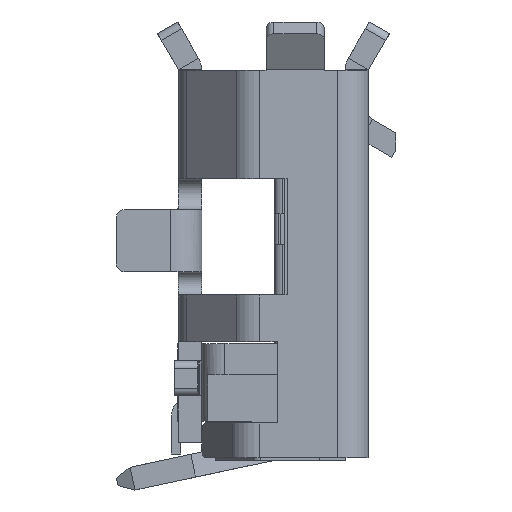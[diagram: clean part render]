
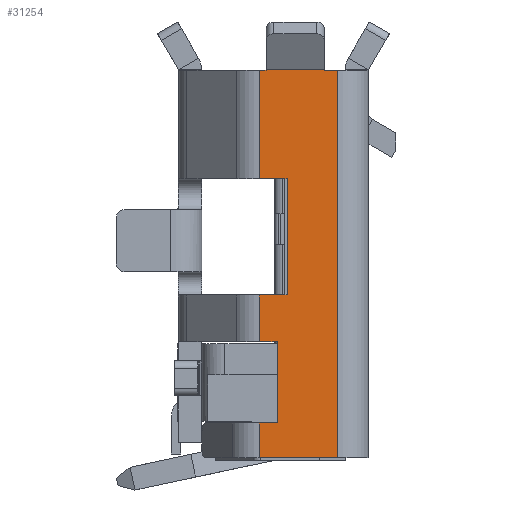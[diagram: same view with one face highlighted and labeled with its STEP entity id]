
A CAD part, left-side view. The second image highlights one B-rep face of the part: STEP entity #31254.
In plain terms, the highlighted planar face has unit normal (-1, 0, 0).
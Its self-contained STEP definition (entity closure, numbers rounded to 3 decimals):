
#1844=FACE_OUTER_BOUND('',#2893,.T.);
#2893=EDGE_LOOP('',(#25726,#25727,#25728,#25729,#25730,#25731,#25732,#25733,
#25734,#25735,#25736,#25737,#25738,#25739,#25740,#25741));
#5306=LINE('',#49953,#9736);
#5307=LINE('',#49955,#9737);
#5308=LINE('',#49957,#9738);
#5309=LINE('',#49959,#9739);
#5310=LINE('',#49961,#9740);
#5311=LINE('',#49963,#9741);
#5312=LINE('',#49965,#9742);
#5313=LINE('',#49967,#9743);
#5314=LINE('',#49969,#9744);
#5315=LINE('',#49971,#9745);
#5316=LINE('',#49973,#9746);
#5317=LINE('',#49975,#9747);
#5318=LINE('',#49977,#9748);
#5319=LINE('',#49979,#9749);
#5320=LINE('',#49981,#9750);
#5321=LINE('',#49982,#9751);
#9736=VECTOR('',#39581,0.45);
#9737=VECTOR('',#39582,1.01);
#9738=VECTOR('',#39583,5.);
#9739=VECTOR('',#39584,0.17);
#9740=VECTOR('',#39585,0.002);
#9741=VECTOR('',#39586,0.75);
#9742=VECTOR('',#39587,0.002);
#9743=VECTOR('',#39588,0.087);
#9744=VECTOR('',#39589,1.4);
#9745=VECTOR('',#39590,0.356);
#9746=VECTOR('',#39591,1.5);
#9747=VECTOR('',#39592,0.356);
#9748=VECTOR('',#39593,0.6);
#9749=VECTOR('',#39594,0.231);
#9750=VECTOR('',#39595,1.05);
#9751=VECTOR('',#39596,0.235);
#14634=VERTEX_POINT('',#49951);
#14635=VERTEX_POINT('',#49952);
#14636=VERTEX_POINT('',#49954);
#14637=VERTEX_POINT('',#49956);
#14638=VERTEX_POINT('',#49958);
#14639=VERTEX_POINT('',#49960);
#14640=VERTEX_POINT('',#49962);
#14641=VERTEX_POINT('',#49964);
#14642=VERTEX_POINT('',#49966);
#14643=VERTEX_POINT('',#49968);
#14644=VERTEX_POINT('',#49970);
#14645=VERTEX_POINT('',#49972);
#14646=VERTEX_POINT('',#49974);
#14647=VERTEX_POINT('',#49976);
#14648=VERTEX_POINT('',#49978);
#14649=VERTEX_POINT('',#49980);
#20180=EDGE_CURVE('',#14634,#14635,#5306,.T.);
#20181=EDGE_CURVE('',#14635,#14636,#5307,.T.);
#20182=EDGE_CURVE('',#14636,#14637,#5308,.T.);
#20183=EDGE_CURVE('',#14637,#14638,#5309,.T.);
#20184=EDGE_CURVE('',#14638,#14639,#5310,.T.);
#20185=EDGE_CURVE('',#14639,#14640,#5311,.T.);
#20186=EDGE_CURVE('',#14640,#14641,#5312,.T.);
#20187=EDGE_CURVE('',#14641,#14642,#5313,.T.);
#20188=EDGE_CURVE('',#14642,#14643,#5314,.T.);
#20189=EDGE_CURVE('',#14643,#14644,#5315,.T.);
#20190=EDGE_CURVE('',#14644,#14645,#5316,.T.);
#20191=EDGE_CURVE('',#14645,#14646,#5317,.T.);
#20192=EDGE_CURVE('',#14646,#14647,#5318,.T.);
#20193=EDGE_CURVE('',#14647,#14648,#5319,.T.);
#20194=EDGE_CURVE('',#14648,#14649,#5320,.T.);
#20195=EDGE_CURVE('',#14649,#14634,#5321,.T.);
#25726=ORIENTED_EDGE('',*,*,#20180,.T.);
#25727=ORIENTED_EDGE('',*,*,#20181,.T.);
#25728=ORIENTED_EDGE('',*,*,#20182,.T.);
#25729=ORIENTED_EDGE('',*,*,#20183,.T.);
#25730=ORIENTED_EDGE('',*,*,#20184,.T.);
#25731=ORIENTED_EDGE('',*,*,#20185,.T.);
#25732=ORIENTED_EDGE('',*,*,#20186,.T.);
#25733=ORIENTED_EDGE('',*,*,#20187,.T.);
#25734=ORIENTED_EDGE('',*,*,#20188,.T.);
#25735=ORIENTED_EDGE('',*,*,#20189,.T.);
#25736=ORIENTED_EDGE('',*,*,#20190,.T.);
#25737=ORIENTED_EDGE('',*,*,#20191,.T.);
#25738=ORIENTED_EDGE('',*,*,#20192,.T.);
#25739=ORIENTED_EDGE('',*,*,#20193,.T.);
#25740=ORIENTED_EDGE('',*,*,#20194,.T.);
#25741=ORIENTED_EDGE('',*,*,#20195,.T.);
#29324=PLANE('',#34825);
#31254=ADVANCED_FACE('',(#1844),#29324,.T.);
#34825=AXIS2_PLACEMENT_3D('',#49950,#39579,#39580);
#39579=DIRECTION('center_axis',(-1.,0.,0.));
#39580=DIRECTION('ref_axis',(0.,0.,1.));
#39581=DIRECTION('',(0.,0.,-1.));
#39582=DIRECTION('',(0.,-1.,0.));
#39583=DIRECTION('',(0.,0.,1.));
#39584=DIRECTION('',(0.,1.,0.));
#39585=DIRECTION('',(0.,0.,1.));
#39586=DIRECTION('',(0.,1.,0.));
#39587=DIRECTION('',(0.,0.,-1.));
#39588=DIRECTION('',(0.,1.,0.));
#39589=DIRECTION('',(0.,0.,-1.));
#39590=DIRECTION('',(0.,-1.,0.));
#39591=DIRECTION('',(0.,0.,-1.));
#39592=DIRECTION('',(0.,1.,0.));
#39593=DIRECTION('',(0.,0.,-1.));
#39594=DIRECTION('',(0.,-1.,0.));
#39595=DIRECTION('',(0.,0.,-1.));
#39596=DIRECTION('',(0.,1.,0.));
#49950=CARTESIAN_POINT('Origin',(-3.75,0.605,3.632));
#49951=CARTESIAN_POINT('',(-3.75,1.11,-1.02));
#49952=CARTESIAN_POINT('',(-3.75,1.11,-1.47));
#49953=CARTESIAN_POINT('',(-3.75,1.11,-1.02));
#49954=CARTESIAN_POINT('',(-3.75,0.1,-1.47));
#49955=CARTESIAN_POINT('',(-3.75,1.11,-1.47));
#49956=CARTESIAN_POINT('',(-3.75,0.1,3.53));
#49957=CARTESIAN_POINT('',(-3.75,0.1,-1.47));
#49958=CARTESIAN_POINT('',(-3.75,0.27,3.53));
#49959=CARTESIAN_POINT('',(-3.75,0.1,3.53));
#49960=CARTESIAN_POINT('',(-3.75,0.27,3.532));
#49961=CARTESIAN_POINT('',(-3.75,0.27,3.53));
#49962=CARTESIAN_POINT('',(-3.75,1.02,3.532));
#49963=CARTESIAN_POINT('',(-3.75,0.27,3.532));
#49964=CARTESIAN_POINT('',(-3.75,1.02,3.53));
#49965=CARTESIAN_POINT('',(-3.75,1.02,3.532));
#49966=CARTESIAN_POINT('',(-3.75,1.106,3.53));
#49967=CARTESIAN_POINT('',(-3.75,1.02,3.53));
#49968=CARTESIAN_POINT('',(-3.75,1.106,2.13));
#49969=CARTESIAN_POINT('',(-3.75,1.106,3.53));
#49970=CARTESIAN_POINT('',(-3.75,0.75,2.13));
#49971=CARTESIAN_POINT('',(-3.75,1.106,2.13));
#49972=CARTESIAN_POINT('',(-3.75,0.75,0.63));
#49973=CARTESIAN_POINT('',(-3.75,0.75,2.13));
#49974=CARTESIAN_POINT('',(-3.75,1.106,0.63));
#49975=CARTESIAN_POINT('',(-3.75,0.75,0.63));
#49976=CARTESIAN_POINT('',(-3.75,1.106,0.03));
#49977=CARTESIAN_POINT('',(-3.75,1.106,0.63));
#49978=CARTESIAN_POINT('',(-3.75,0.875,0.03));
#49979=CARTESIAN_POINT('',(-3.75,1.106,0.03));
#49980=CARTESIAN_POINT('',(-3.75,0.875,-1.02));
#49981=CARTESIAN_POINT('',(-3.75,0.875,0.03));
#49982=CARTESIAN_POINT('',(-3.75,0.875,-1.02));
